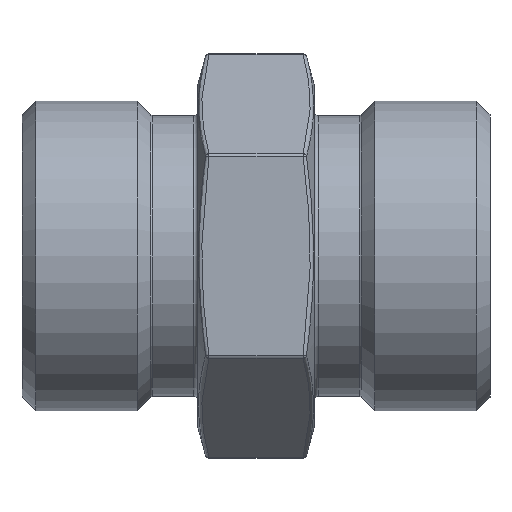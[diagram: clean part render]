
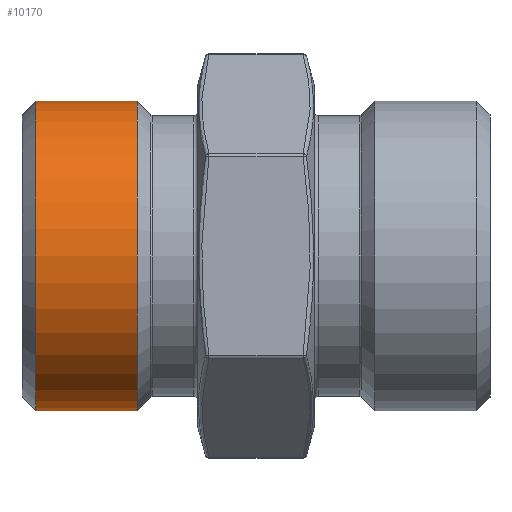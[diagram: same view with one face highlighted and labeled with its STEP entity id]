
A CAD part, front view. The second image highlights one B-rep face of the part: STEP entity #10170.
In plain terms, the highlighted cylindrical face has radius 13.22 mm (diameter 26.441 mm), a full revolution.
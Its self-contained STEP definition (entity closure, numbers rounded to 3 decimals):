
#208 = CARTESIAN_POINT ( 'NONE',  ( -20.458, 0., 0. ) ) ;
#1166 = VERTEX_POINT ( 'NONE', #5577 ) ;
#1419 = CARTESIAN_POINT ( 'NONE',  ( -10.162, 0., 0. ) ) ;
#2164 = CARTESIAN_POINT ( 'NONE',  ( -10.162, 0., 13.22 ) ) ;
#2742 = AXIS2_PLACEMENT_3D ( 'NONE', #208, #6715, #4637 ) ;
#3395 = CYLINDRICAL_SURFACE ( 'NONE', #2742, 13.22 ) ;
#3604 = FACE_OUTER_BOUND ( 'NONE', #7921, .T. ) ;
#3969 = ORIENTED_EDGE ( 'NONE', *, *, #4709, .F. ) ;
#4294 = DIRECTION ( 'NONE',  ( -1., 0., 0. ) ) ;
#4637 = DIRECTION ( 'NONE',  ( 0., 0., 1. ) ) ;
#4709 = EDGE_CURVE ( 'NONE', #1166, #1166, #6782, .T. ) ;
#4975 = DIRECTION ( 'NONE',  ( -1., 0., 0. ) ) ;
#5437 = VERTEX_POINT ( 'NONE', #2164 ) ;
#5577 = CARTESIAN_POINT ( 'NONE',  ( -18.838, 0., 13.22 ) ) ;
#6715 = DIRECTION ( 'NONE',  ( -1., 0., 0. ) ) ;
#6782 = CIRCLE ( 'NONE', #7504, 13.22 ) ;
#7368 = AXIS2_PLACEMENT_3D ( 'NONE', #1419, #4975, #12409 ) ;
#7504 = AXIS2_PLACEMENT_3D ( 'NONE', #12965, #4294, #13106 ) ;
#7921 = EDGE_LOOP ( 'NONE', ( #3969 ) ) ;
#10123 = FACE_OUTER_BOUND ( 'NONE', #13105, .T. ) ;
#10170 = ADVANCED_FACE ( 'NONE', ( #3604, #10123 ), #3395, .T. ) ;
#11153 = ORIENTED_EDGE ( 'NONE', *, *, #13177, .T. ) ;
#12409 = DIRECTION ( 'NONE',  ( 0., 0., 1. ) ) ;
#12965 = CARTESIAN_POINT ( 'NONE',  ( -18.838, 0., 0. ) ) ;
#13105 = EDGE_LOOP ( 'NONE', ( #11153 ) ) ;
#13106 = DIRECTION ( 'NONE',  ( 0., 0., 1. ) ) ;
#13177 = EDGE_CURVE ( 'NONE', #5437, #5437, #13609, .T. ) ;
#13609 = CIRCLE ( 'NONE', #7368, 13.22 ) ;
